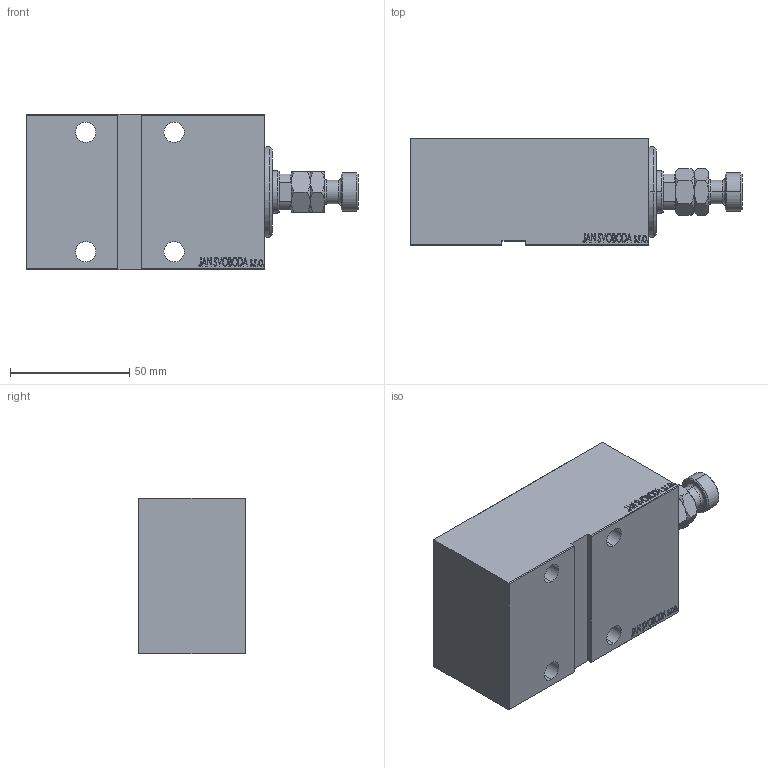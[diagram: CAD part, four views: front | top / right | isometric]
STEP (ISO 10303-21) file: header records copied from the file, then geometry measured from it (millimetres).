
FILE_DESCRIPTION (( 'STEP AP203' ), '1' );
FILE_NAME ('0752.STEP', '2022-05-09T14:41:08', ( '' ), ( '' ), 'SwSTEP 2.0', 'SolidWorks 2019', '' );
FILE_SCHEMA (( 'CONFIG_CONTROL_DESIGN' ));
Length unit declared in the file: millimetre
Products named in the file (5): 0752; V450CM_VC_B 414b1cc30514d908b848cee6268d3026; V450CM_E_VCP 414b1cc30514d908b848cee6268d3026; MFA 414b1cc30514d908b848cee6268d3026; V450CM_E_Body 414b1cc30514d908b848cee6268d3026
Assembly tree (4 placements, depth 2):
  0752
    V450CM_E_Body 414b1cc30514d908b848cee6268d3026
    V450CM_E_VCP 414b1cc30514d908b848cee6268d3026
    V450CM_VC_B 414b1cc30514d908b848cee6268d3026
    MFA 414b1cc30514d908b848cee6268d3026
Bounding box: 139 x 45 x 65 mm (x, y, z)
Volume: 272191.6 mm3; surface area: 55346.6 mm2
Topology: 4 solids, 4 shells, 895 faces, 2278 edges, 1499 vertices
Faces by surface type: plane 423, bspline 380, cylinder 46, cone 42, torus 4
Entity records: 44411 total; most frequent: CARTESIAN_POINT 24849, ORIENTED_EDGE 4552, DIRECTION 2642, EDGE_CURVE 2276, VERTEX_POINT 1499, LINE 1322, VECTOR 1322, EDGE_LOOP 1015
